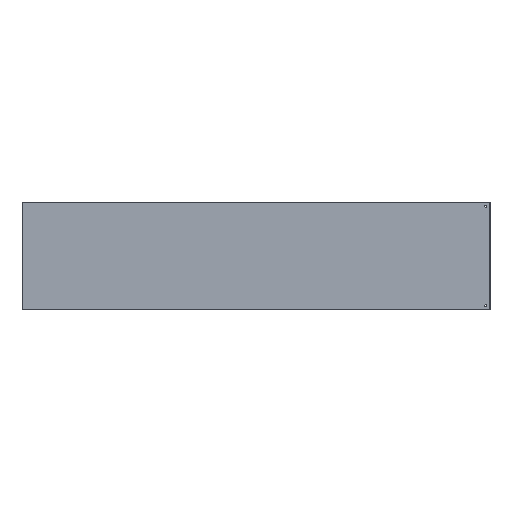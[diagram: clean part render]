
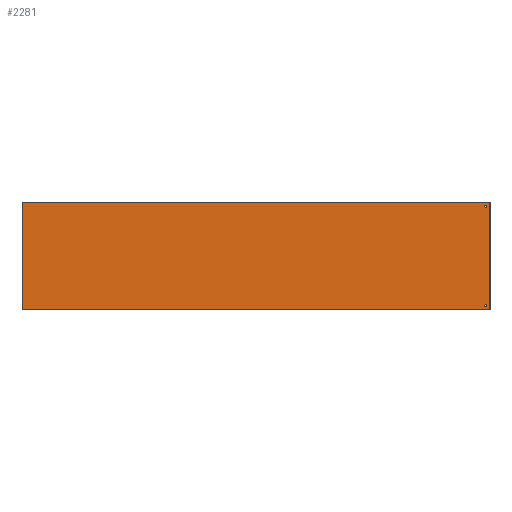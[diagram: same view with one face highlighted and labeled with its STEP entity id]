
A CAD part, top view. The second image highlights one B-rep face of the part: STEP entity #2281.
In plain terms, the highlighted planar face has unit normal (0, 0, 1).
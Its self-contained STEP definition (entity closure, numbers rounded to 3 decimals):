
#72 = CIRCLE ( 'NONE', #2224, 4. ) ;
#75 = CIRCLE ( 'NONE', #1971, 4. ) ;
#139 = CARTESIAN_POINT ( 'NONE',  ( 1033., 222., 1.5 ) ) ;
#140 = CARTESIAN_POINT ( 'NONE',  ( 1033., -222., 1.5 ) ) ;
#143 = VERTEX_POINT ( 'NONE', #140 ) ;
#144 = VERTEX_POINT ( 'NONE', #299 ) ;
#147 = VERTEX_POINT ( 'NONE', #139 ) ;
#148 = VERTEX_POINT ( 'NONE', #301 ) ;
#243 = VERTEX_POINT ( 'NONE', #394 ) ;
#244 = VERTEX_POINT ( 'NONE', #395 ) ;
#245 = VERTEX_POINT ( 'NONE', #396 ) ;
#246 = VERTEX_POINT ( 'NONE', #397 ) ;
#299 = CARTESIAN_POINT ( 'NONE',  ( 1025., -222., 1.5 ) ) ;
#301 = CARTESIAN_POINT ( 'NONE',  ( 1025., 222., 1.5 ) ) ;
#394 = CARTESIAN_POINT ( 'NONE',  ( 1046.9, -239.99, 1.5 ) ) ;
#395 = CARTESIAN_POINT ( 'NONE',  ( -1046.9, -239.99, 1.5 ) ) ;
#396 = CARTESIAN_POINT ( 'NONE',  ( 1046.9, 239.99, 1.5 ) ) ;
#397 = CARTESIAN_POINT ( 'NONE',  ( -1046.9, 239.99, 1.5 ) ) ;
#468 = CARTESIAN_POINT ( 'NONE',  ( 1029., -222., 1.5 ) ) ;
#469 = DIRECTION ( 'NONE',  ( 0., 0., -1. ) ) ;
#470 = DIRECTION ( 'NONE',  ( 1., 0., 0. ) ) ;
#471 = CARTESIAN_POINT ( 'NONE',  ( 1029., 222., 1.5 ) ) ;
#473 = DIRECTION ( 'NONE',  ( 0., 0., -1. ) ) ;
#474 = DIRECTION ( 'NONE',  ( 1., 0., 0. ) ) ;
#651 = CARTESIAN_POINT ( 'NONE',  ( 1046.9, 239.99, 1.5 ) ) ;
#665 = CARTESIAN_POINT ( 'NONE',  ( -1047., 239.99, 1.5 ) ) ;
#667 = DIRECTION ( 'NONE',  ( 0., -1., 0. ) ) ;
#669 = DIRECTION ( 'NONE',  ( 1., 0., 0. ) ) ;
#688 = CARTESIAN_POINT ( 'NONE',  ( 1047., -239.99, 1.5 ) ) ;
#695 = CARTESIAN_POINT ( 'NONE',  ( 1029., 222., 1.5 ) ) ;
#696 = CARTESIAN_POINT ( 'NONE',  ( -1046.9, -239.99, 1.5 ) ) ;
#697 = DIRECTION ( 'NONE',  ( 0., 1., 0. ) ) ;
#698 = CARTESIAN_POINT ( 'NONE',  ( 1029., -222., 1.5 ) ) ;
#699 = DIRECTION ( 'NONE',  ( -1., 0., 0. ) ) ;
#701 = DIRECTION ( 'NONE',  ( 0., 0., -1. ) ) ;
#702 = DIRECTION ( 'NONE',  ( 1., 0., 0. ) ) ;
#703 = DIRECTION ( 'NONE',  ( 0., 0., -1. ) ) ;
#704 = DIRECTION ( 'NONE',  ( 1., 0., 0. ) ) ;
#1059 = CARTESIAN_POINT ( 'NONE',  ( -1047., -240., 1.5 ) ) ;
#1064 = PLANE ( 'NONE',  #2409 ) ;
#1065 = DIRECTION ( 'NONE',  ( 0., 0., 1. ) ) ;
#1066 = DIRECTION ( 'NONE',  ( 1., 0., 0. ) ) ;
#1422 = ORIENTED_EDGE ( 'NONE', *, *, #2074, .F. ) ;
#1457 = EDGE_LOOP ( 'NONE', ( #1506, #1671, #1505, #1422 ) ) ;
#1505 = ORIENTED_EDGE ( 'NONE', *, *, #2062, .F. ) ;
#1506 = ORIENTED_EDGE ( 'NONE', *, *, #2075, .F. ) ;
#1510 = ORIENTED_EDGE ( 'NONE', *, *, #2077, .T. ) ;
#1521 = EDGE_LOOP ( 'NONE', ( #1510, #1824 ) ) ;
#1671 = ORIENTED_EDGE ( 'NONE', *, *, #2061, .F. ) ;
#1679 = EDGE_LOOP ( 'NONE', ( #1763, #1807 ) ) ;
#1763 = ORIENTED_EDGE ( 'NONE', *, *, #2076, .T. ) ;
#1807 = ORIENTED_EDGE ( 'NONE', *, *, #1978, .T. ) ;
#1824 = ORIENTED_EDGE ( 'NONE', *, *, #1980, .T. ) ;
#1834 = VECTOR ( 'NONE', #667, 1000. ) ;
#1848 = CIRCLE ( 'NONE', #2256, 4. ) ;
#1875 = LINE ( 'NONE', #696, #1951 ) ;
#1877 = LINE ( 'NONE', #651, #1834 ) ;
#1906 = CIRCLE ( 'NONE', #2258, 4. ) ;
#1920 = VECTOR ( 'NONE', #699, 1000. ) ;
#1936 = LINE ( 'NONE', #688, #1920 ) ;
#1951 = VECTOR ( 'NONE', #697, 1000. ) ;
#1954 = LINE ( 'NONE', #665, #1967 ) ;
#1967 = VECTOR ( 'NONE', #669, 1000. ) ;
#1971 = AXIS2_PLACEMENT_3D ( 'NONE', #468, #469, #470 ) ;
#1978 = EDGE_CURVE ( 'NONE', #143, #144, #75, .T. ) ;
#1980 = EDGE_CURVE ( 'NONE', #147, #148, #72, .T. ) ;
#2061 = EDGE_CURVE ( 'NONE', #245, #243, #1877, .T. ) ;
#2062 = EDGE_CURVE ( 'NONE', #246, #245, #1954, .T. ) ;
#2074 = EDGE_CURVE ( 'NONE', #244, #246, #1875, .T. ) ;
#2075 = EDGE_CURVE ( 'NONE', #243, #244, #1936, .T. ) ;
#2076 = EDGE_CURVE ( 'NONE', #144, #143, #1906, .T. ) ;
#2077 = EDGE_CURVE ( 'NONE', #148, #147, #1848, .T. ) ;
#2224 = AXIS2_PLACEMENT_3D ( 'NONE', #471, #473, #474 ) ;
#2256 = AXIS2_PLACEMENT_3D ( 'NONE', #695, #703, #704 ) ;
#2258 = AXIS2_PLACEMENT_3D ( 'NONE', #698, #701, #702 ) ;
#2281 = ADVANCED_FACE ( 'NONE', ( #2759, #2824, #2743 ), #1064, .T. ) ;
#2409 = AXIS2_PLACEMENT_3D ( 'NONE', #1059, #1065, #1066 ) ;
#2743 = FACE_OUTER_BOUND ( 'NONE', #1457, .T. ) ;
#2759 = FACE_BOUND ( 'NONE', #1679, .T. ) ;
#2824 = FACE_BOUND ( 'NONE', #1521, .T. ) ;
